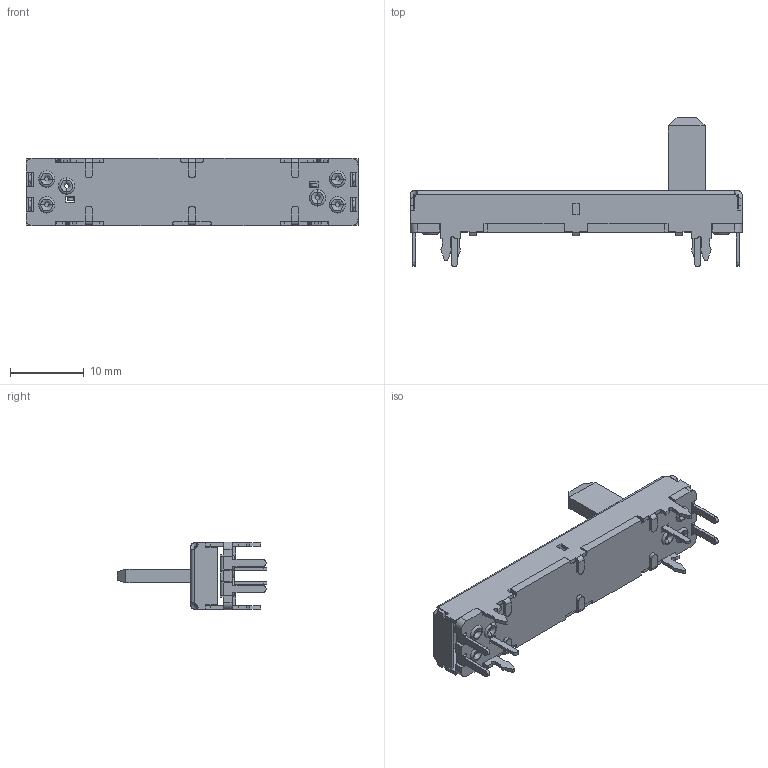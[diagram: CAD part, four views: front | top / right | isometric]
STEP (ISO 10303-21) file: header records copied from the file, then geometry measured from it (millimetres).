
FILE_DESCRIPTION((''),'2;1');
FILE_NAME('F3005G_SW0001','2020-06-30T',('eng05'),(''),'PRO/ENGINEER BY PARAMETRIC TECHNOLOGY CORPORATION, 2012480','PRO/ENGINEER BY PARAMETRIC TECHNOLOGY CORPORATION, 2012480','');
FILE_SCHEMA(('CONFIG_CONTROL_DESIGN'));
Length unit declared in the file: millimetre
Products named in the file (1): F3005G_SW0001
Bounding box: 45 x 20.3 x 9.2 mm (x, y, z)
Volume: 1142.8 mm3; surface area: 3008.9 mm2
Topology: 1 solids, 1 shells, 555 faces, 1625 edges, 1033 vertices
Faces by surface type: plane 391, cylinder 114, torus 36, bspline 6, sphere 4, cone 4
Entity records: 19512 total; most frequent: CARTESIAN_POINT 4548, ORIENTED_EDGE 3242, DIRECTION 2996, EDGE_CURVE 1621, VECTOR 1250, LINE 1250, VERTEX_POINT 1033, AXIS2_PLACEMENT_3D 873
